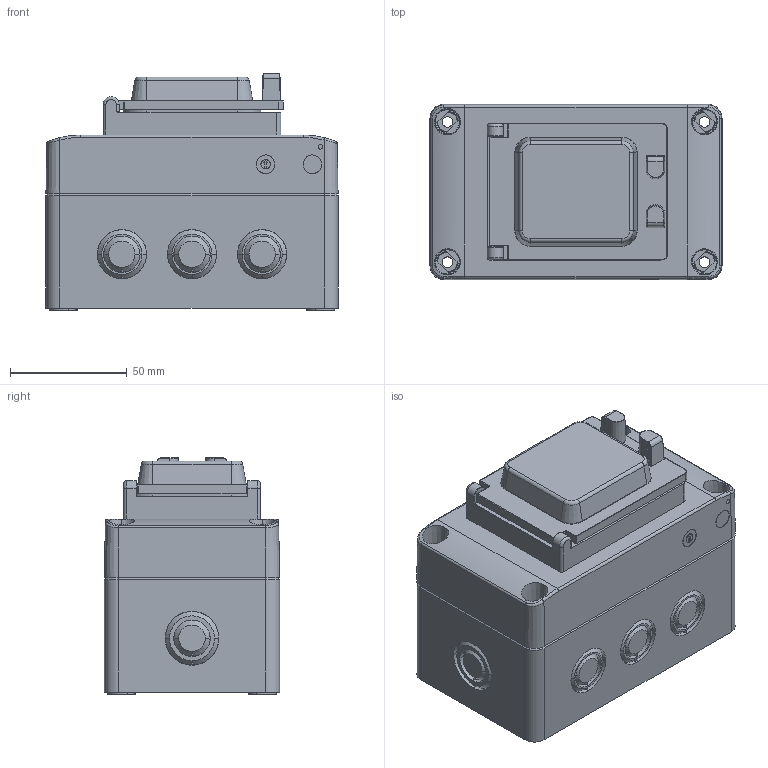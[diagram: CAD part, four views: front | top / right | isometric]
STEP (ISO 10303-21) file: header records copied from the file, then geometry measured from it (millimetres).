
FILE_DESCRIPTION((''),'2;1');
FILE_NAME('RPCK081308G_2M_ASM','2009-03-13T',('pasi_koskela'),(''),'PRO/ENGINEER BY PARAMETRIC TECHNOLOGY CORPORATION, 2008250','PRO/ENGINEER BY PARAMETRIC TECHNOLOGY CORPORATION, 2008250','');
FILE_SCHEMA(('AUTOMOTIVE_DESIGN_CC2 { 1 2 10303 214 -1 1 5 2 }'));
Products named in the file (4): SPCK081305B; SPCG081303L_AF0; VMA2; RPCK081308G_2M_ASM
Assembly tree (3 placements, depth 2):
  RPCK081308G_2M_ASM
    SPCK081305B
    SPCG081303L_AF0
    VMA2
Bounding box: 125 x 75 x 101.3 mm (x, y, z)
Volume: 190876.6 mm3; surface area: 135058.9 mm2
Topology: 4 solids, 4 shells, 1715 faces, 4238 edges, 2629 vertices
Faces by surface type: plane 742, cylinder 410, cone 244, torus 166, bspline 126, sphere 27
Entity records: 75650 total; most frequent: CARTESIAN_POINT 24679, ORIENTED_EDGE 8468, DIRECTION 7955, EDGE_CURVE 4234, PRESENTATION_STYLE_ASSIGNMENT 3589, STYLED_ITEM 3564, CURVE_STYLE 3561, AXIS2_PLACEMENT_3D 2817
